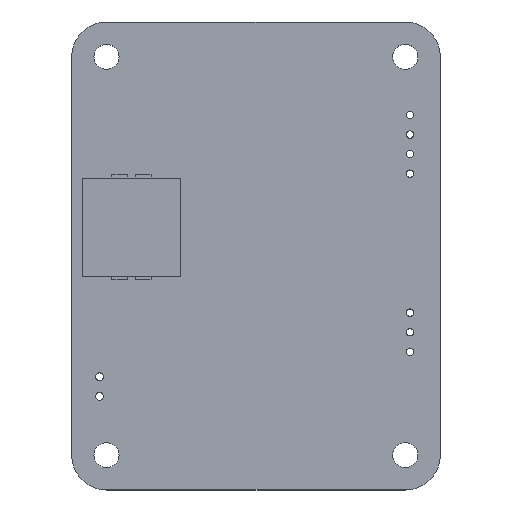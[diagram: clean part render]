
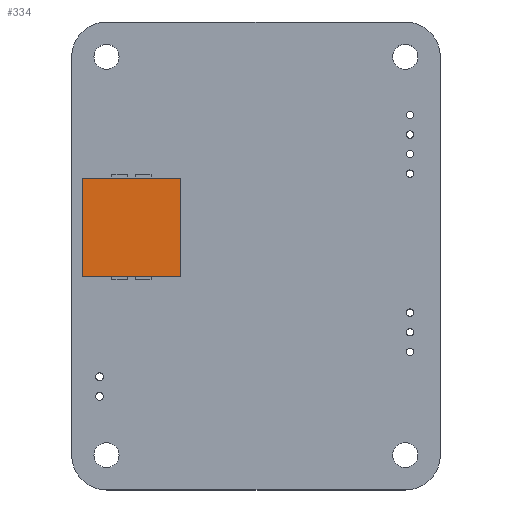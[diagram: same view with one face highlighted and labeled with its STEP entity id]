
A CAD part, top view. The second image highlights one B-rep face of the part: STEP entity #334.
In plain terms, the highlighted free-form (B-spline) face has degree [1, 1] with [2, 2] control points.
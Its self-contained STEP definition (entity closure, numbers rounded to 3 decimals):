
#56 = VERTEX_POINT('',#57);
#57 = CARTESIAN_POINT('',(-6.25,-6.25,6.1));
#63 = B_SPLINE_SURFACE_WITH_KNOTS('',1,1,(
    (#64,#65)
    ,(#66,#67
  )),.UNSPECIFIED.,.F.,.F.,.F.,(2,2),(2,2),(0.,12.5),(-6.,0.),
  .PIECEWISE_BEZIER_KNOTS.);
#64 = CARTESIAN_POINT('',(-6.25,-6.25,6.1));
#65 = CARTESIAN_POINT('',(-6.25,-6.25,0.1));
#66 = CARTESIAN_POINT('',(6.25,-6.25,6.1));
#67 = CARTESIAN_POINT('',(6.25,-6.25,0.1));
#74 = B_SPLINE_SURFACE_WITH_KNOTS('',1,1,(
    (#75,#76)
    ,(#77,#78
  )),.UNSPECIFIED.,.F.,.F.,.F.,(2,2),(2,2),(0.,12.5),(-6.,0.),
  .PIECEWISE_BEZIER_KNOTS.);
#75 = CARTESIAN_POINT('',(-6.25,6.25,6.1));
#76 = CARTESIAN_POINT('',(-6.25,6.25,0.1));
#77 = CARTESIAN_POINT('',(-6.25,-6.25,6.1));
#78 = CARTESIAN_POINT('',(-6.25,-6.25,0.1));
#85 = EDGE_CURVE('',#56,#86,#88,.T.);
#86 = VERTEX_POINT('',#87);
#87 = CARTESIAN_POINT('',(6.25,-6.25,6.1));
#88 = SURFACE_CURVE('',#89,(#92,#98),.PCURVE_S1.);
#89 = B_SPLINE_CURVE_WITH_KNOTS('',1,(#90,#91),.UNSPECIFIED.,.F.,.F.,(2,
    2),(0.,12.5),.PIECEWISE_BEZIER_KNOTS.);
#90 = CARTESIAN_POINT('',(-6.25,-6.25,6.1));
#91 = CARTESIAN_POINT('',(6.25,-6.25,6.1));
#92 = PCURVE('',#63,#93);
#93 = DEFINITIONAL_REPRESENTATION('',(#94),#97);
#94 = B_SPLINE_CURVE_WITH_KNOTS('',1,(#95,#96),.UNSPECIFIED.,.F.,.F.,(2,
    2),(0.,12.5),.PIECEWISE_BEZIER_KNOTS.);
#95 = CARTESIAN_POINT('',(0.,-6.));
#96 = CARTESIAN_POINT('',(12.5,-6.));
#97 = ( GEOMETRIC_REPRESENTATION_CONTEXT(2) 
PARAMETRIC_REPRESENTATION_CONTEXT() REPRESENTATION_CONTEXT('2D SPACE',''
  ) );
#98 = PCURVE('',#99,#104);
#99 = B_SPLINE_SURFACE_WITH_KNOTS('',1,1,(
    (#100,#101)
    ,(#102,#103
    )),.UNSPECIFIED.,.F.,.F.,.F.,(2,2),(2,2),(-6.25,6.25),(-6.25,6.25),
  .PIECEWISE_BEZIER_KNOTS.);
#100 = CARTESIAN_POINT('',(-6.25,-6.25,6.1));
#101 = CARTESIAN_POINT('',(-6.25,6.25,6.1));
#102 = CARTESIAN_POINT('',(6.25,-6.25,6.1));
#103 = CARTESIAN_POINT('',(6.25,6.25,6.1));
#104 = DEFINITIONAL_REPRESENTATION('',(#105),#108);
#105 = B_SPLINE_CURVE_WITH_KNOTS('',1,(#106,#107),.UNSPECIFIED.,.F.,.F.,
  (2,2),(0.,12.5),.PIECEWISE_BEZIER_KNOTS.);
#106 = CARTESIAN_POINT('',(-6.25,-6.25));
#107 = CARTESIAN_POINT('',(6.25,-6.25));
#108 = ( GEOMETRIC_REPRESENTATION_CONTEXT(2) 
PARAMETRIC_REPRESENTATION_CONTEXT() REPRESENTATION_CONTEXT('2D SPACE',''
  ) );
#124 = B_SPLINE_SURFACE_WITH_KNOTS('',1,1,(
    (#125,#126)
    ,(#127,#128
    )),.UNSPECIFIED.,.F.,.F.,.F.,(2,2),(2,2),(0.,12.5),(-6.,0.),
  .PIECEWISE_BEZIER_KNOTS.);
#125 = CARTESIAN_POINT('',(6.25,-6.25,6.1));
#126 = CARTESIAN_POINT('',(6.25,-6.25,0.1));
#127 = CARTESIAN_POINT('',(6.25,6.25,6.1));
#128 = CARTESIAN_POINT('',(6.25,6.25,0.1));
#162 = EDGE_CURVE('',#86,#163,#165,.T.);
#163 = VERTEX_POINT('',#164);
#164 = CARTESIAN_POINT('',(6.25,6.25,6.1));
#165 = SURFACE_CURVE('',#166,(#169,#175),.PCURVE_S1.);
#166 = B_SPLINE_CURVE_WITH_KNOTS('',1,(#167,#168),.UNSPECIFIED.,.F.,.F.,
  (2,2),(0.,12.5),.PIECEWISE_BEZIER_KNOTS.);
#167 = CARTESIAN_POINT('',(6.25,-6.25,6.1));
#168 = CARTESIAN_POINT('',(6.25,6.25,6.1));
#169 = PCURVE('',#124,#170);
#170 = DEFINITIONAL_REPRESENTATION('',(#171),#174);
#171 = B_SPLINE_CURVE_WITH_KNOTS('',1,(#172,#173),.UNSPECIFIED.,.F.,.F.,
  (2,2),(0.,12.5),.PIECEWISE_BEZIER_KNOTS.);
#172 = CARTESIAN_POINT('',(0.,-6.));
#173 = CARTESIAN_POINT('',(12.5,-6.));
#174 = ( GEOMETRIC_REPRESENTATION_CONTEXT(2) 
PARAMETRIC_REPRESENTATION_CONTEXT() REPRESENTATION_CONTEXT('2D SPACE',''
  ) );
#175 = PCURVE('',#99,#176);
#176 = DEFINITIONAL_REPRESENTATION('',(#177),#180);
#177 = B_SPLINE_CURVE_WITH_KNOTS('',1,(#178,#179),.UNSPECIFIED.,.F.,.F.,
  (2,2),(0.,12.5),.PIECEWISE_BEZIER_KNOTS.);
#178 = CARTESIAN_POINT('',(6.25,-6.25));
#179 = CARTESIAN_POINT('',(6.25,6.25));
#180 = ( GEOMETRIC_REPRESENTATION_CONTEXT(2) 
PARAMETRIC_REPRESENTATION_CONTEXT() REPRESENTATION_CONTEXT('2D SPACE',''
  ) );
#196 = B_SPLINE_SURFACE_WITH_KNOTS('',1,1,(
    (#197,#198)
    ,(#199,#200
    )),.UNSPECIFIED.,.F.,.F.,.F.,(2,2),(2,2),(0.,12.5),(-6.,0.),
  .PIECEWISE_BEZIER_KNOTS.);
#197 = CARTESIAN_POINT('',(6.25,6.25,6.1));
#198 = CARTESIAN_POINT('',(6.25,6.25,0.1));
#199 = CARTESIAN_POINT('',(-6.25,6.25,6.1));
#200 = CARTESIAN_POINT('',(-6.25,6.25,0.1));
#229 = EDGE_CURVE('',#163,#230,#232,.T.);
#230 = VERTEX_POINT('',#231);
#231 = CARTESIAN_POINT('',(-6.25,6.25,6.1));
#232 = SURFACE_CURVE('',#233,(#236,#242),.PCURVE_S1.);
#233 = B_SPLINE_CURVE_WITH_KNOTS('',1,(#234,#235),.UNSPECIFIED.,.F.,.F.,
  (2,2),(0.,12.5),.PIECEWISE_BEZIER_KNOTS.);
#234 = CARTESIAN_POINT('',(6.25,6.25,6.1));
#235 = CARTESIAN_POINT('',(-6.25,6.25,6.1));
#236 = PCURVE('',#196,#237);
#237 = DEFINITIONAL_REPRESENTATION('',(#238),#241);
#238 = B_SPLINE_CURVE_WITH_KNOTS('',1,(#239,#240),.UNSPECIFIED.,.F.,.F.,
  (2,2),(0.,12.5),.PIECEWISE_BEZIER_KNOTS.);
#239 = CARTESIAN_POINT('',(0.,-6.));
#240 = CARTESIAN_POINT('',(12.5,-6.));
#241 = ( GEOMETRIC_REPRESENTATION_CONTEXT(2) 
PARAMETRIC_REPRESENTATION_CONTEXT() REPRESENTATION_CONTEXT('2D SPACE',''
  ) );
#242 = PCURVE('',#99,#243);
#243 = DEFINITIONAL_REPRESENTATION('',(#244),#247);
#244 = B_SPLINE_CURVE_WITH_KNOTS('',1,(#245,#246),.UNSPECIFIED.,.F.,.F.,
  (2,2),(0.,12.5),.PIECEWISE_BEZIER_KNOTS.);
#245 = CARTESIAN_POINT('',(6.25,6.25));
#246 = CARTESIAN_POINT('',(-6.25,6.25));
#247 = ( GEOMETRIC_REPRESENTATION_CONTEXT(2) 
PARAMETRIC_REPRESENTATION_CONTEXT() REPRESENTATION_CONTEXT('2D SPACE',''
  ) );
#291 = EDGE_CURVE('',#230,#56,#292,.T.);
#292 = SURFACE_CURVE('',#293,(#296,#302),.PCURVE_S1.);
#293 = B_SPLINE_CURVE_WITH_KNOTS('',1,(#294,#295),.UNSPECIFIED.,.F.,.F.,
  (2,2),(0.,12.5),.PIECEWISE_BEZIER_KNOTS.);
#294 = CARTESIAN_POINT('',(-6.25,6.25,6.1));
#295 = CARTESIAN_POINT('',(-6.25,-6.25,6.1));
#296 = PCURVE('',#74,#297);
#297 = DEFINITIONAL_REPRESENTATION('',(#298),#301);
#298 = B_SPLINE_CURVE_WITH_KNOTS('',1,(#299,#300),.UNSPECIFIED.,.F.,.F.,
  (2,2),(0.,12.5),.PIECEWISE_BEZIER_KNOTS.);
#299 = CARTESIAN_POINT('',(0.,-6.));
#300 = CARTESIAN_POINT('',(12.5,-6.));
#301 = ( GEOMETRIC_REPRESENTATION_CONTEXT(2) 
PARAMETRIC_REPRESENTATION_CONTEXT() REPRESENTATION_CONTEXT('2D SPACE',''
  ) );
#302 = PCURVE('',#99,#303);
#303 = DEFINITIONAL_REPRESENTATION('',(#304),#307);
#304 = B_SPLINE_CURVE_WITH_KNOTS('',1,(#305,#306),.UNSPECIFIED.,.F.,.F.,
  (2,2),(0.,12.5),.PIECEWISE_BEZIER_KNOTS.);
#305 = CARTESIAN_POINT('',(-6.25,6.25));
#306 = CARTESIAN_POINT('',(-6.25,-6.25));
#307 = ( GEOMETRIC_REPRESENTATION_CONTEXT(2) 
PARAMETRIC_REPRESENTATION_CONTEXT() REPRESENTATION_CONTEXT('2D SPACE',''
  ) );
#334 = ADVANCED_FACE('',(#335),#99,.T.);
#335 = FACE_BOUND('',#336,.T.);
#336 = EDGE_LOOP('',(#337,#338,#339,#340));
#337 = ORIENTED_EDGE('',*,*,#85,.T.);
#338 = ORIENTED_EDGE('',*,*,#162,.T.);
#339 = ORIENTED_EDGE('',*,*,#229,.T.);
#340 = ORIENTED_EDGE('',*,*,#291,.T.);
